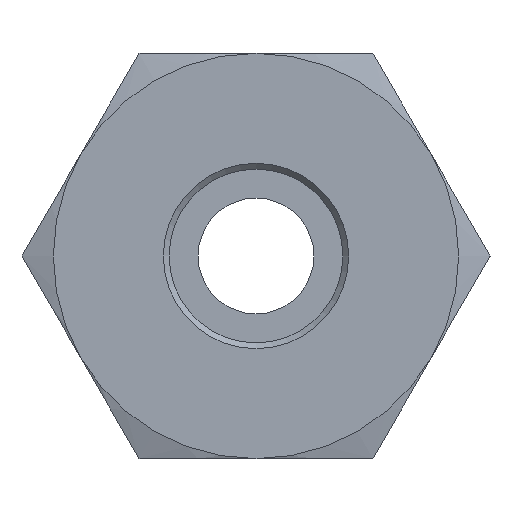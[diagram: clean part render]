
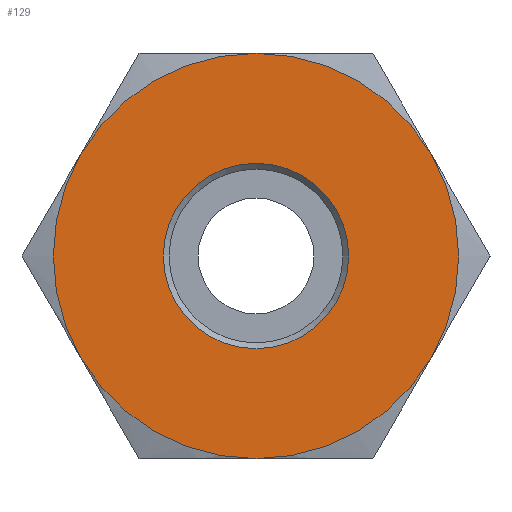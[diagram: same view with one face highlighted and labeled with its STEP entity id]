
A CAD part, left-side view. The second image highlights one B-rep face of the part: STEP entity #129.
In plain terms, the highlighted planar face has unit normal (-1, 0, 0).
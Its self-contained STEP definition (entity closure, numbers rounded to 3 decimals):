
#129 = ADVANCED_FACE( '', ( #274, #275 ), #276, .F. );
#274 = FACE_OUTER_BOUND( '', #457, .T. );
#275 = FACE_BOUND( '', #458, .T. );
#276 = PLANE( '', #459 );
#457 = EDGE_LOOP( '', ( #911, #912, #913, #914, #915, #916 ) );
#458 = EDGE_LOOP( '', ( #917 ) );
#459 = AXIS2_PLACEMENT_3D( '', #918, #919, #920 );
#911 = ORIENTED_EDGE( '', *, *, #1209, .F. );
#912 = ORIENTED_EDGE( '', *, *, #1210, .F. );
#913 = ORIENTED_EDGE( '', *, *, #1208, .F. );
#914 = ORIENTED_EDGE( '', *, *, #1211, .F. );
#915 = ORIENTED_EDGE( '', *, *, #1207, .F. );
#916 = ORIENTED_EDGE( '', *, *, #1206, .F. );
#917 = ORIENTED_EDGE( '', *, *, #1212, .T. );
#918 = CARTESIAN_POINT( '', ( -20., 0., 0. ) );
#919 = DIRECTION( '', ( 1., 0., 0. ) );
#920 = DIRECTION( '', ( 0., 0., -1. ) );
#1206 = EDGE_CURVE( '', #1263, #1450, #1454, .T. );
#1207 = EDGE_CURVE( '', #1450, #1251, #1455, .T. );
#1208 = EDGE_CURVE( '', #1239, #1283, #1456, .T. );
#1209 = EDGE_CURVE( '', #1275, #1263, #1457, .T. );
#1210 = EDGE_CURVE( '', #1283, #1275, #1458, .T. );
#1211 = EDGE_CURVE( '', #1251, #1239, #1459, .T. );
#1212 = EDGE_CURVE( '', #1460, #1460, #1461, .T. );
#1239 = VERTEX_POINT( '', #1505 );
#1251 = VERTEX_POINT( '', #1531 );
#1263 = VERTEX_POINT( '', #1561 );
#1275 = VERTEX_POINT( '', #1587 );
#1283 = VERTEX_POINT( '', #1608 );
#1450 = VERTEX_POINT( '', #1948 );
#1454 = CIRCLE( '', #1963, 7. );
#1455 = CIRCLE( '', #1964, 7. );
#1456 = CIRCLE( '', #1965, 7. );
#1457 = CIRCLE( '', #1966, 7. );
#1458 = CIRCLE( '', #1967, 7. );
#1459 = CIRCLE( '', #1968, 7. );
#1460 = VERTEX_POINT( '', #1969 );
#1461 = CIRCLE( '', #1970, 3.2 );
#1505 = CARTESIAN_POINT( '', ( -20., -6.062, -3.5 ) );
#1531 = CARTESIAN_POINT( '', ( -20., -6.062, 3.5 ) );
#1561 = CARTESIAN_POINT( '', ( -20., 6.062, 3.5 ) );
#1587 = CARTESIAN_POINT( '', ( -20., 6.062, -3.5 ) );
#1608 = CARTESIAN_POINT( '', ( -20., 0., -7. ) );
#1948 = CARTESIAN_POINT( '', ( -20., 0., 7. ) );
#1963 = AXIS2_PLACEMENT_3D( '', #2163, #2164, #2165 );
#1964 = AXIS2_PLACEMENT_3D( '', #2166, #2167, #2168 );
#1965 = AXIS2_PLACEMENT_3D( '', #2169, #2170, #2171 );
#1966 = AXIS2_PLACEMENT_3D( '', #2172, #2173, #2174 );
#1967 = AXIS2_PLACEMENT_3D( '', #2175, #2176, #2177 );
#1968 = AXIS2_PLACEMENT_3D( '', #2178, #2179, #2180 );
#1969 = CARTESIAN_POINT( '', ( -20., 0., -3.2 ) );
#1970 = AXIS2_PLACEMENT_3D( '', #2181, #2182, #2183 );
#2163 = CARTESIAN_POINT( '', ( -20., 0., 0. ) );
#2164 = DIRECTION( '', ( 1., 0., 0. ) );
#2165 = DIRECTION( '', ( 0., 0., -1. ) );
#2166 = CARTESIAN_POINT( '', ( -20., 0., 0. ) );
#2167 = DIRECTION( '', ( 1., 0., 0. ) );
#2168 = DIRECTION( '', ( 0., 0., -1. ) );
#2169 = CARTESIAN_POINT( '', ( -20., 0., 0. ) );
#2170 = DIRECTION( '', ( 1., 0., 0. ) );
#2171 = DIRECTION( '', ( 0., 0., -1. ) );
#2172 = CARTESIAN_POINT( '', ( -20., 0., 0. ) );
#2173 = DIRECTION( '', ( 1., 0., 0. ) );
#2174 = DIRECTION( '', ( 0., 0., -1. ) );
#2175 = CARTESIAN_POINT( '', ( -20., 0., 0. ) );
#2176 = DIRECTION( '', ( 1., 0., 0. ) );
#2177 = DIRECTION( '', ( 0., 0., -1. ) );
#2178 = CARTESIAN_POINT( '', ( -20., 0., 0. ) );
#2179 = DIRECTION( '', ( 1., 0., 0. ) );
#2180 = DIRECTION( '', ( 0., 0., -1. ) );
#2181 = CARTESIAN_POINT( '', ( -20., 0., 0. ) );
#2182 = DIRECTION( '', ( 1., 0., 0. ) );
#2183 = DIRECTION( '', ( 0., 0., -1. ) );
